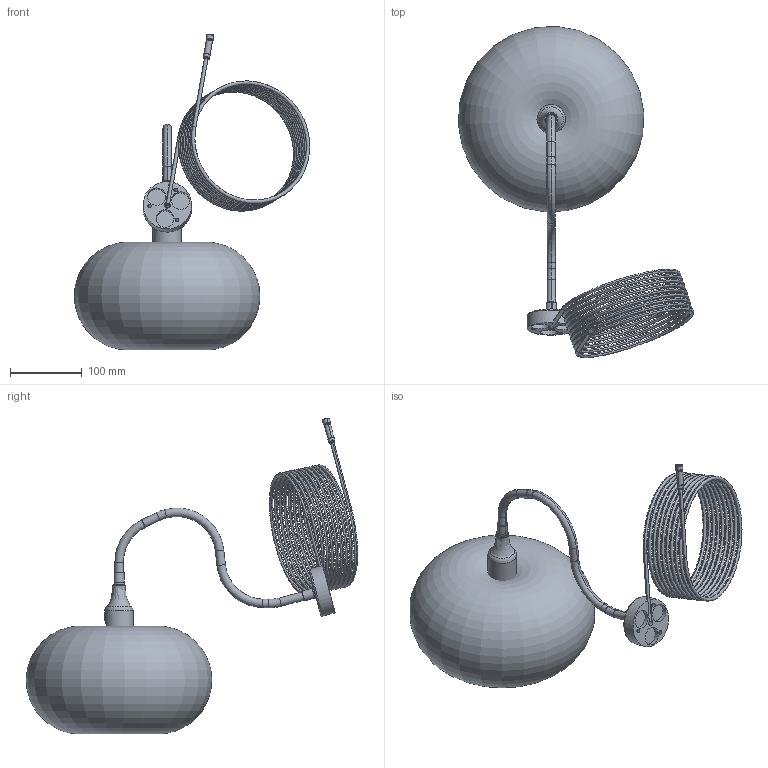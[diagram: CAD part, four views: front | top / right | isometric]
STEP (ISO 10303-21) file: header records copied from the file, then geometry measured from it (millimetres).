
FILE_DESCRIPTION(/* description */ ('Alibre Inc.'),/* implementation_level */ '2;1');
FILE_NAME(/* name */ 'export0',/* time_stamp */ '2018-10-23T08:28:07+02:00',/* author */ (''),/* organization */ (''),/* preprocessor_version */ 'ST-DEVELOPER v17',/* originating_system */ 'Alibre',/* authorisation */ '');
FILE_SCHEMA (('CONFIG_CONTROL_DESIGN'));
Length unit declared in the file: millimetre
Products named in the file (20): ID_1; ID_2; ID_3; ID_4; ID_5; ID_6; ID_7; ID_8; ID_9; ID_10; ID_11; ID_12; ID_13; ID_14; ID_15
Bounding box: 328.32 x 462.47 x 440.82 mm (x, y, z)
Volume: 6358720.6 mm3; surface area: 339488.3 mm2
Topology: 15 solids, 15 shells, 394 faces, 869 edges, 550 vertices
Faces by surface type: cylinder 155, plane 143, cone 53, torus 33, revolution 5, bspline 3, sphere 2
Full cylindrical faces by diameter (mm): 0.097 x1, 2 x2, 2.013 x2, 2.8 x2, 2.9 x4, 3.2 x5, 3.8 x1, 4.5 x8, 5.3 x3, 6 x1, 8.376 x1, 9 x3, 10.106 x1, 11.5 x1, 14 x1, 16 x1, 18.5 x1, 18.6 x1, 21 x1, 21.5 x1, 21.7 x1, 25.2 x3, 27 x1, 27.2 x1, 29.7 x1, 30 x1, 34 x1, 35 x1, 35.5 x1, 36 x1
Entity records: 17490 total; most frequent: CARTESIAN_POINT 7292, DIRECTION 1698, ORIENTED_EDGE 1536, AXIS2_PLACEMENT_3D 797, EDGE_CURVE 768, EDGE_LOOP 557, FACE_BOUND 557, VERTEX_POINT 525
